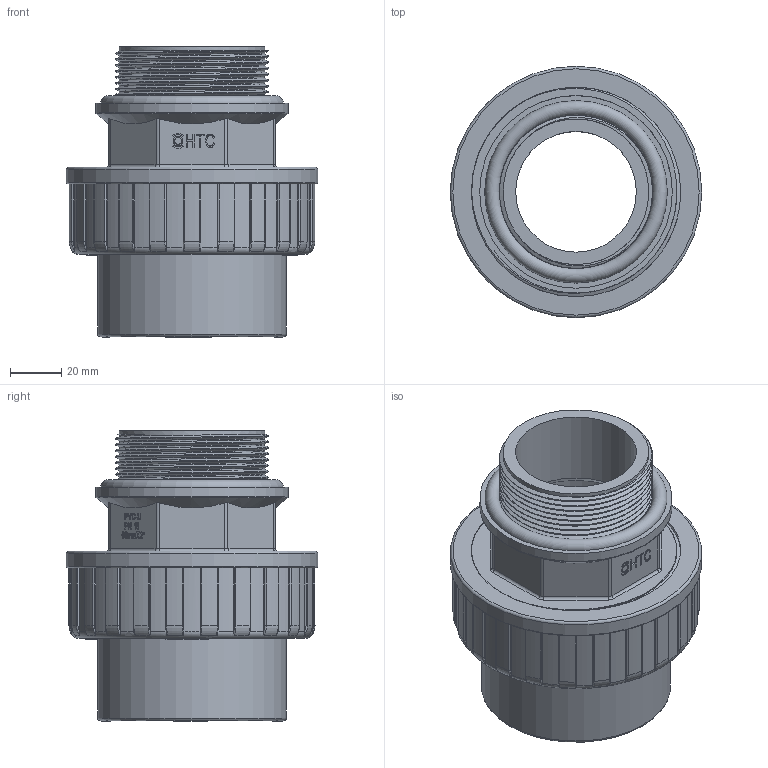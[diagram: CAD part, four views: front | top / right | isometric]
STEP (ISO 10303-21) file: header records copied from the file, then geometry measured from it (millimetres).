
FILE_DESCRIPTION(/* description */ (''),/* implementation_level */ '2;1');
FILE_NAME(/* name */ '63x2.stp',/* time_stamp */ '2026-01-08T15:06:26+08:00',/* author */ (''),/* organization */ (''),/* preprocessor_version */ 'ST-DEVELOPER v16.7',/* originating_system */ 'SIEMENS PLM Software NX 12.0',/* authorisation */ '');
FILE_SCHEMA (('AUTOMOTIVE_DESIGN { 1 0 10303 214 3 1 1 1 }'));
Products named in the file (1): Admi0E605FEAis4c
Bounding box: 97.9 x 97.9 x 113.2 mm (x, y, z)
Volume: 178550.1 mm3; surface area: 102412.4 mm2
Topology: 4 solids, 5 shells, 1625 faces, 4509 edges, 2984 vertices
Faces by surface type: plane 1174, extrusion 181, cylinder 174, bspline 50, torus 43, cone 3
Full cylindrical faces by diameter (mm): 1.3 x1, 1.95 x1, 2 x1, 2.759 x1, 3 x1, 3.759 x1, 47 x1, 50.6 x1, 54.8 x1, 56.656 x9, 60 x2, 70 x2, 73.5 x1, 74 x1, 75 x1, 78 x1, 78.576 x18, 81.534 x10, 97.9 x1
Entity records: 62433 total; most frequent: CARTESIAN_POINT 23138, ORIENTED_EDGE 8700, DIRECTION 6910, EDGE_CURVE 4350, VECTOR 3550, LINE 3369, VERTEX_POINT 2901, EDGE_LOOP 1730
